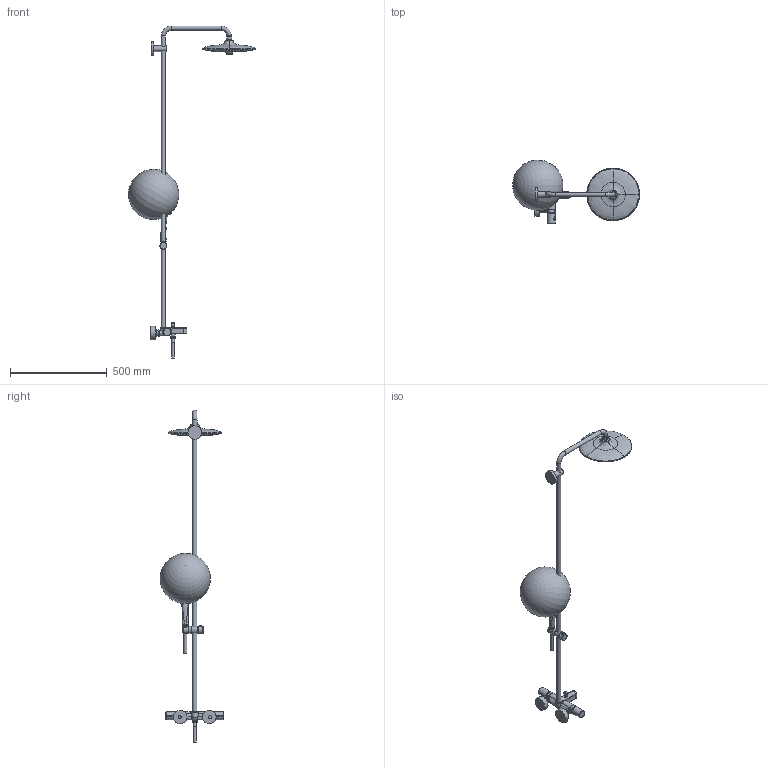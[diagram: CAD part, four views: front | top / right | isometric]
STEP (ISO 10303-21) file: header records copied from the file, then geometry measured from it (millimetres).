
FILE_DESCRIPTION(/* description */ ('Unknown'),/* implementation_level */ '2;1');
FILE_NAME(/* name */ '27475001',/* time_stamp */ '2022-09-07T07:49:16+02:00',/* author */ ('Unknown'),/* organization */ ('GROHE AG'),/* preprocessor_version */ 'ST-DEVELOPER v16.7',/* originating_system */ 'DEX',/* authorisation */ $);
FILE_SCHEMA (('AUTOMOTIVE_DESIGN {1 0 10303 214 3 1 1}'));
Products named in the file (41): 27475001; 27475001_0; 27475001_1; 27475001_2; G0181BC40660ln5y; g01806A88795qqn0; caps; 27475001_3; G0181F9CAB557vxb; 27475001_4; face1; 071108_Family_HSH_FaceEco_E_Lob; 27475001_5; 27475001_6; 27475001_7; 27475001_8; 27475001_9; 40.1203.0 Dummy f黵 Kunde; 27475001_10; 27475001_11; 27475001_12; 27475001_13; 27475001_14; 27475001_15; 50.9697.1_Standard; 081107 GTM1000C Handles Update02; 27475001_16; 081107 GTM1000C Handles Update02_0; 27475001_17; 27475001_18; 27475001_19; 27475001_20; 27475001_21; 27475001_22; 27475001_23; 27475001_24; 27475001_25; 27475001_26; 27475001_27; 27475001_28
Assembly tree (40 placements, depth 2):
  27475001
    27475001
    27475001_0
    27475001_1
    27475001_2
    G0181BC40660ln5y
    g01806A88795qqn0
    caps
    27475001_3
    G0181F9CAB557vxb
    27475001_4
    face1
    071108_Family_HSH_FaceEco_E_Lob
    27475001_5
    27475001_6
    27475001_7
    27475001_8
    27475001_9
    40.1203.0 Dummy f黵 Kunde
    27475001_10
    27475001_11
    27475001_12
    27475001_13
    27475001_14
    27475001_15
    50.9697.1_Standard
    081107 GTM1000C Handles Update02
    27475001_16
    081107 GTM1000C Handles Update02_0
    27475001_17
    27475001_18
    27475001_19
    27475001_20
    27475001_21
    27475001_22
    27475001_23
    27475001_24
    27475001_25
    27475001_26
    27475001_27
    27475001_28
Bounding box: 655.63 x 327.57 x 1715.5 mm (x, y, z)
Volume: 12718729.8 mm3; surface area: 928953.9 mm2
Topology: 40 solids, 40 shells, 1603 faces, 4513 edges, 2937 vertices
Faces by surface type: plane 759, bspline 408, cylinder 338, torus 56, cone 30, sphere 12
Full cylindrical faces by diameter (mm): 4.005 x152, 14 x1, 15 x2, 15.196 x1, 15.3 x3, 16 x1, 16.9 x1, 18 x1, 18.2 x1, 18.4 x1, 18.5 x1, 18.7 x2, 19 x2, 19.9 x1, 20 x2, 20.9 x2, 20.955 x2, 20.96 x1, 21.8 x1, 22 x2, 23 x2, 23.5 x1, 23.9 x1, 24 x3, 26.44 x2, 27 x3, 30.333 x1, 31.3 x1, 31.8 x1, 32 x1
Entity records: 87836 total; most frequent: CARTESIAN_POINT 45275, ORIENTED_EDGE 8142, DIRECTION 4391, EDGE_CURVE 4071, VERTEX_POINT 2870, B_SPLINE_CURVE_WITH_KNOTS 2729, FACE_BOUND 2283, EDGE_LOOP 2281
